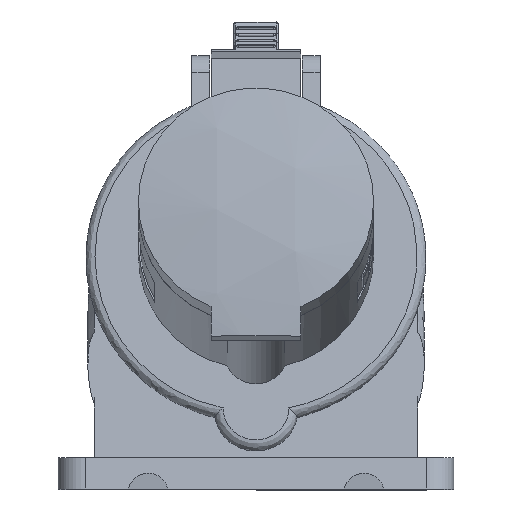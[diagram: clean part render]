
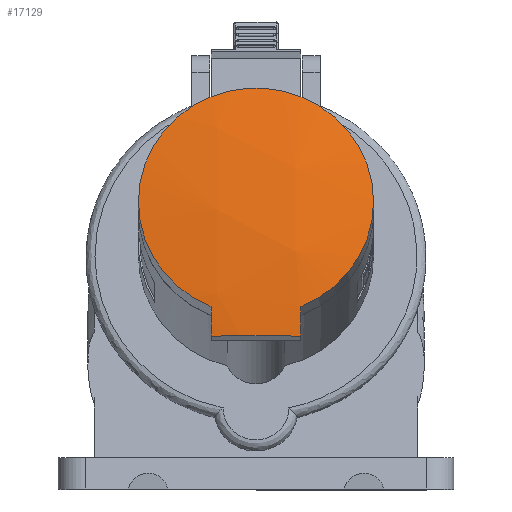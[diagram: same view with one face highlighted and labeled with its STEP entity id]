
A CAD part, top view. The second image highlights one B-rep face of the part: STEP entity #17129.
In plain terms, the highlighted spherical face has radius 150 mm.
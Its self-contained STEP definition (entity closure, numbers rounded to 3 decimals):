
#86 = DIRECTION ( 'NONE',  ( 0., -0.966, 0.259 ) ) ;
#1063 = DIRECTION ( 'NONE',  ( 1., 0., 0. ) ) ;
#1740 = CARTESIAN_POINT ( 'NONE',  ( -1.251, -22.431, -69.919 ) ) ;
#1922 = CARTESIAN_POINT ( 'NONE',  ( 8.749, -7.542, 79.005 ) ) ;
#2029 = EDGE_CURVE ( 'NONE', #2407, #17178, #14507, .T. ) ;
#2407 = VERTEX_POINT ( 'NONE', #1922 ) ;
#3099 = ORIENTED_EDGE ( 'NONE', *, *, #18509, .F. ) ;
#3203 = DIRECTION ( 'NONE',  ( 0., -0.966, 0.259 ) ) ;
#3849 = VERTEX_POINT ( 'NONE', #15122 ) ;
#4184 = DIRECTION ( 'NONE',  ( 0., 0.259, 0.966 ) ) ;
#4347 = AXIS2_PLACEMENT_3D ( 'NONE', #18710, #9442, #86 ) ;
#5180 = EDGE_CURVE ( 'NONE', #2407, #16688, #10031, .T. ) ;
#5183 = ORIENTED_EDGE ( 'NONE', *, *, #13721, .F. ) ;
#5247 = CARTESIAN_POINT ( 'NONE',  ( 8.749, 39.136, 66.497 ) ) ;
#5266 = CIRCLE ( 'NONE', #11858, 146.835 ) ;
#5357 = AXIS2_PLACEMENT_3D ( 'NONE', #7535, #18354, #9101 ) ;
#5564 = CIRCLE ( 'NONE', #5357, 26.15 ) ;
#5766 = VERTEX_POINT ( 'NONE', #19817 ) ;
#5972 = ORIENTED_EDGE ( 'NONE', *, *, #17629, .T. ) ;
#6808 = FACE_OUTER_BOUND ( 'NONE', #14748, .T. ) ;
#7245 = AXIS2_PLACEMENT_3D ( 'NONE', #13160, #13096, #13026 ) ;
#7535 = CARTESIAN_POINT ( 'NONE',  ( -1.251, 15.797, 72.751 ) ) ;
#9101 = DIRECTION ( 'NONE',  ( -1., 0., 0. ) ) ;
#9227 = SPHERICAL_SURFACE ( 'NONE', #9259, 150. ) ;
#9259 = AXIS2_PLACEMENT_3D ( 'NONE', #1740, #12624, #14196 ) ;
#9442 = DIRECTION ( 'NONE',  ( -1., 0., 0. ) ) ;
#9561 = VERTEX_POINT ( 'NONE', #16954 ) ;
#10031 = CIRCLE ( 'NONE', #14564, 26.15 ) ;
#10396 = DIRECTION ( 'NONE',  ( 0., -0.259, -0.966 ) ) ;
#11858 = AXIS2_PLACEMENT_3D ( 'NONE', #12502, #3203, #14074 ) ;
#12282 = CIRCLE ( 'NONE', #4347, 149.666 ) ;
#12502 = CARTESIAN_POINT ( 'NONE',  ( -1.251, -52.037, -61.986 ) ) ;
#12624 = DIRECTION ( 'NONE',  ( 1., 0., 0. ) ) ;
#12701 = CARTESIAN_POINT ( 'NONE',  ( 8.749, -14.121, 79.516 ) ) ;
#13026 = DIRECTION ( 'NONE',  ( 0., 0.966, -0.259 ) ) ;
#13096 = DIRECTION ( 'NONE',  ( 1., 0., 0. ) ) ;
#13160 = CARTESIAN_POINT ( 'NONE',  ( 8.749, -22.431, -69.919 ) ) ;
#13494 = CARTESIAN_POINT ( 'NONE',  ( -1.251, 15.797, 72.751 ) ) ;
#13721 = EDGE_CURVE ( 'NONE', #3849, #9561, #12282, .T. ) ;
#14074 = DIRECTION ( 'NONE',  ( 1., 0., 0. ) ) ;
#14196 = DIRECTION ( 'NONE',  ( 0., -0.966, 0.259 ) ) ;
#14507 = CIRCLE ( 'NONE', #7245, 149.666 ) ;
#14564 = AXIS2_PLACEMENT_3D ( 'NONE', #13494, #4184, #15044 ) ;
#14634 = EDGE_CURVE ( 'NONE', #5766, #16688, #18602, .T. ) ;
#14748 = EDGE_LOOP ( 'NONE', ( #19281, #19068, #5972, #5183, #3099, #16970 ) ) ;
#15044 = DIRECTION ( 'NONE',  ( -1., 0., 0. ) ) ;
#15122 = CARTESIAN_POINT ( 'NONE',  ( -11.251, -14.121, 79.516 ) ) ;
#16066 = AXIS2_PLACEMENT_3D ( 'NONE', #19683, #10396, #1063 ) ;
#16688 = VERTEX_POINT ( 'NONE', #5247 ) ;
#16954 = CARTESIAN_POINT ( 'NONE',  ( -11.251, -7.542, 79.005 ) ) ;
#16970 = ORIENTED_EDGE ( 'NONE', *, *, #2029, .F. ) ;
#17129 = ADVANCED_FACE ( 'NONE', ( #6808 ), #9227, .T. ) ;
#17178 = VERTEX_POINT ( 'NONE', #12701 ) ;
#17629 = EDGE_CURVE ( 'NONE', #5766, #9561, #5564, .T. ) ;
#18354 = DIRECTION ( 'NONE',  ( 0., 0.259, 0.966 ) ) ;
#18509 = EDGE_CURVE ( 'NONE', #17178, #3849, #5266, .T. ) ;
#18602 = CIRCLE ( 'NONE', #16066, 26.15 ) ;
#18710 = CARTESIAN_POINT ( 'NONE',  ( -11.251, -22.431, -69.919 ) ) ;
#19068 = ORIENTED_EDGE ( 'NONE', *, *, #14634, .F. ) ;
#19281 = ORIENTED_EDGE ( 'NONE', *, *, #5180, .T. ) ;
#19683 = CARTESIAN_POINT ( 'NONE',  ( -1.251, 15.797, 72.751 ) ) ;
#19817 = CARTESIAN_POINT ( 'NONE',  ( -11.251, 39.136, 66.497 ) ) ;
